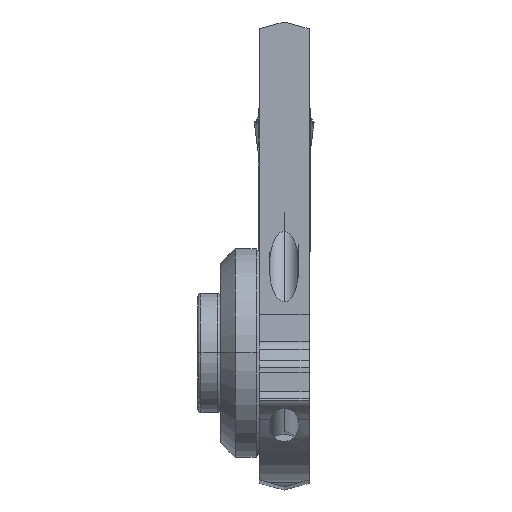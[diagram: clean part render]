
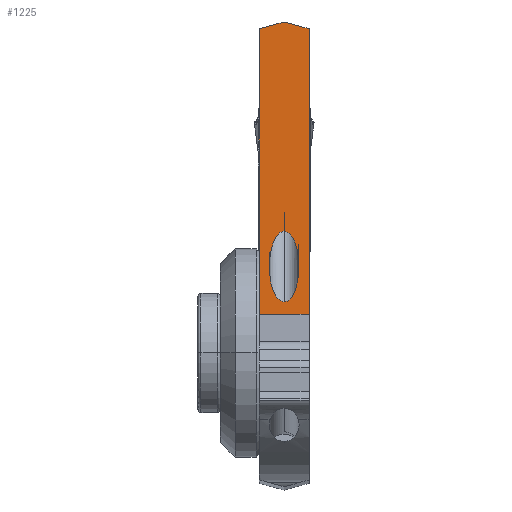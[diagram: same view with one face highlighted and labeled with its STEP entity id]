
A CAD part, top view. The second image highlights one B-rep face of the part: STEP entity #1225.
In plain terms, the highlighted planar face has unit normal (0, 0, 1).
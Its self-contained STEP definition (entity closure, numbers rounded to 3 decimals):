
#52=FACE_BOUND('',#1609,.T.);
#53=FACE_BOUND('',#1610,.T.);
#1115=ELLIPSE('',#4833,2.366,1.);
#1116=ELLIPSE('',#4834,2.366,1.);
#1225=ADVANCED_FACE('',(#52,#53),#1332,.T.);
#1332=PLANE('',#4835);
#1609=EDGE_LOOP('',(#2268,#2269,#2270,#2271,#2272));
#1610=EDGE_LOOP('',(#2273,#2274));
#2268=ORIENTED_EDGE('',*,*,#3116,.F.);
#2269=ORIENTED_EDGE('',*,*,#3117,.F.);
#2270=ORIENTED_EDGE('',*,*,#3016,.T.);
#2271=ORIENTED_EDGE('',*,*,#3115,.T.);
#2272=ORIENTED_EDGE('',*,*,#3071,.T.);
#2273=ORIENTED_EDGE('',*,*,#3118,.F.);
#2274=ORIENTED_EDGE('',*,*,#3119,.F.);
#2674=VERTEX_POINT('',#7059);
#2675=VERTEX_POINT('',#7061);
#2708=VERTEX_POINT('',#7228);
#2709=VERTEX_POINT('',#7230);
#2732=VERTEX_POINT('',#7338);
#2733=VERTEX_POINT('',#7341);
#2734=VERTEX_POINT('',#7342);
#3016=EDGE_CURVE('',#2675,#2674,#3864,.T.);
#3071=EDGE_CURVE('',#2709,#2708,#3900,.T.);
#3115=EDGE_CURVE('',#2674,#2709,#3930,.T.);
#3116=EDGE_CURVE('',#2732,#2708,#3931,.T.);
#3117=EDGE_CURVE('',#2675,#2732,#3932,.T.);
#3118=EDGE_CURVE('',#2733,#2734,#1115,.T.);
#3119=EDGE_CURVE('',#2734,#2733,#1116,.T.);
#3864=LINE('',#7060,#4146);
#3900=LINE('',#7229,#4182);
#3930=LINE('',#7335,#4212);
#3931=LINE('',#7337,#4213);
#3932=LINE('',#7339,#4214);
#4146=VECTOR('',#5383,1.);
#4182=VECTOR('',#5489,1.);
#4212=VECTOR('',#5587,1.);
#4213=VECTOR('',#5590,1.);
#4214=VECTOR('',#5591,1.);
#4833=AXIS2_PLACEMENT_3D('',#7340,#5592,#5593);
#4834=AXIS2_PLACEMENT_3D('',#7343,#5594,#5595);
#4835=AXIS2_PLACEMENT_3D('',#7344,#5596,#5597);
#5383=DIRECTION('',(0.,-1.,0.));
#5489=DIRECTION('',(0.,1.,0.));
#5587=DIRECTION('',(1.,0.,0.));
#5590=DIRECTION('',(0.966,-0.259,0.));
#5591=DIRECTION('',(0.966,0.259,0.));
#5592=DIRECTION('',(0.,0.,1.));
#5593=DIRECTION('',(0.,1.,0.));
#5594=DIRECTION('',(0.,0.,1.));
#5595=DIRECTION('',(0.,1.,0.));
#5596=DIRECTION('',(0.,0.,1.));
#5597=DIRECTION('',(0.,-1.,0.));
#7059=CARTESIAN_POINT('',(-3.35,11.951,0.));
#7060=CARTESIAN_POINT('',(-3.35,31.101,0.));
#7061=CARTESIAN_POINT('',(-3.35,31.101,0.));
#7228=CARTESIAN_POINT('',(0.,31.101,0.));
#7229=CARTESIAN_POINT('',(0.,11.951,0.));
#7230=CARTESIAN_POINT('',(0.,11.951,0.));
#7335=CARTESIAN_POINT('',(-3.35,11.951,0.));
#7337=CARTESIAN_POINT('',(-1.675,31.55,0.));
#7338=CARTESIAN_POINT('',(-1.675,31.55,0.));
#7339=CARTESIAN_POINT('',(-3.35,31.101,0.));
#7340=CARTESIAN_POINT('',(-1.675,15.156,0.));
#7341=CARTESIAN_POINT('',(-1.675,17.523,0.));
#7342=CARTESIAN_POINT('',(-1.675,12.79,0.));
#7343=CARTESIAN_POINT('',(-1.675,15.156,0.));
#7344=CARTESIAN_POINT('',(-1.675,21.75,0.));
